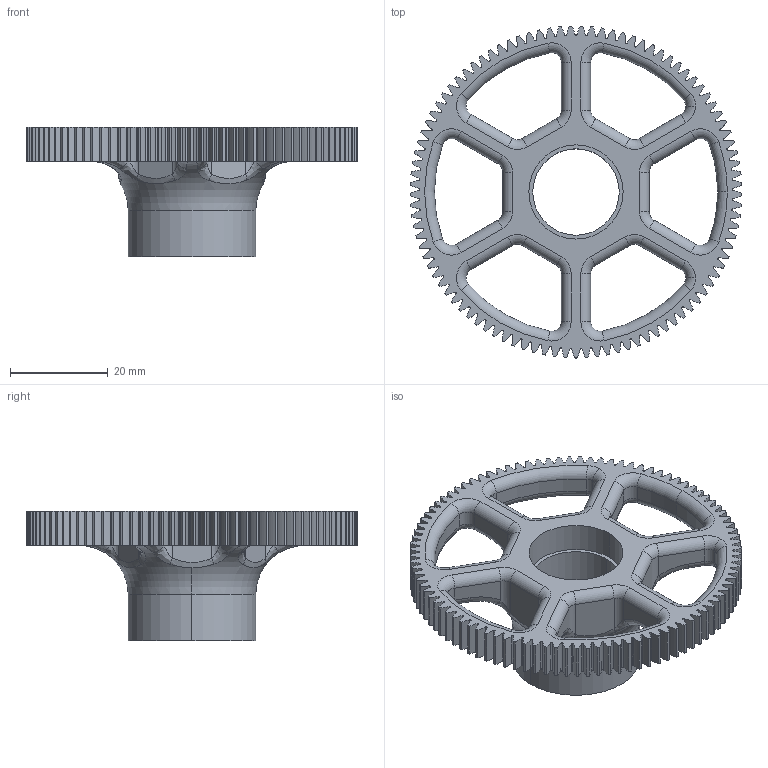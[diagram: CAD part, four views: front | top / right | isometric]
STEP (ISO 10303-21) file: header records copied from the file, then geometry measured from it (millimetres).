
FILE_DESCRIPTION (( 'STEP AP203' ), '1' );
FILE_NAME ('autowindow large gear - no sprocket.STEP', '2015-01-12T01:30:15', ( '' ), ( '' ), 'SwSTEP 2.0', 'SolidWorks 2014', '' );
FILE_SCHEMA (( 'CONFIG_CONTROL_DESIGN' ));
Length unit declared in the file: millimetre
Products named in the file (1): autowindow large gear - no sprocket
Bounding box: 68 x 67.99 x 26.5 mm (x, y, z)
Volume: 18687.3 mm3; surface area: 11854.7 mm2
Topology: 1 solids, 1 shells, 613 faces, 1726 edges, 1112 vertices
Faces by surface type: cylinder 504, torus 56, bspline 30, plane 23
Entity records: 21629 total; most frequent: CARTESIAN_POINT 4896, DIRECTION 3944, ORIENTED_EDGE 3452, EDGE_CURVE 1726, AXIS2_PLACEMENT_3D 1696, CIRCLE 1112, VERTEX_POINT 1112, EDGE_LOOP 624
